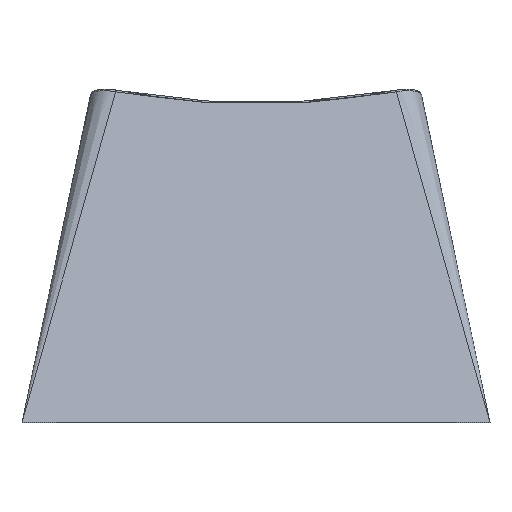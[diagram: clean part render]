
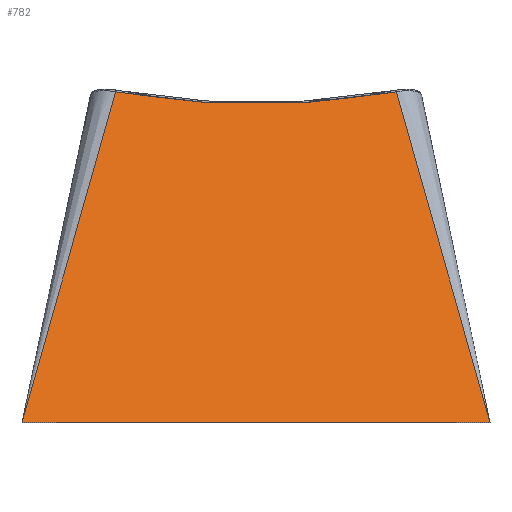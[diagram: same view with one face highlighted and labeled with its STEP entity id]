
A CAD part, top view. The second image highlights one B-rep face of the part: STEP entity #782.
In plain terms, the highlighted planar face has unit normal (0, 0.326, 0.946).
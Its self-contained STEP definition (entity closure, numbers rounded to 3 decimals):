
#2 = CARTESIAN_POINT ( 'NONE',  ( 16.672, 4.771, 16.357 ) ) ;
#98 = VECTOR ( 'NONE', #1557, 1000. ) ;
#132 = CARTESIAN_POINT ( 'NONE',  ( 2.53, 9.008, 14.898 ) ) ;
#144 = CARTESIAN_POINT ( 'NONE',  ( 18., 0., 18. ) ) ;
#196 = CARTESIAN_POINT ( 'NONE',  ( 0., 0., 18. ) ) ;
#203 = EDGE_CURVE ( 'NONE', #492, #1109, #1736, .T. ) ;
#225 = CARTESIAN_POINT ( 'NONE',  ( 4.496, 12.553, 13.678 ) ) ;
#268 = EDGE_CURVE ( 'NONE', #934, #438, #347, .T. ) ;
#285 = CARTESIAN_POINT ( 'NONE',  ( 0., 0., 18. ) ) ;
#296 = CARTESIAN_POINT ( 'NONE',  ( 14.394, 12.71, 13.623 ) ) ;
#299 = CARTESIAN_POINT ( 'NONE',  ( 1.328, 4.771, 16.357 ) ) ;
#342 = CARTESIAN_POINT ( 'NONE',  ( 14.394, 12.71, 13.623 ) ) ;
#345 = PLANE ( 'NONE',  #1660 ) ;
#347 = B_SPLINE_CURVE_WITH_KNOTS ( 'NONE', 3,
 ( #975, #132, #299, #285 ),
 .UNSPECIFIED., .F., .F.,
 ( 4, 4 ),
 ( 0.008, 1. ),
 .UNSPECIFIED. ) ;
#438 = VERTEX_POINT ( 'NONE', #1301 ) ;
#446 = EDGE_CURVE ( 'NONE', #1109, #934, #1449, .T. ) ;
#492 = VERTEX_POINT ( 'NONE', #1472 ) ;
#547 = FACE_OUTER_BOUND ( 'NONE', #1467, .T. ) ;
#628 = CARTESIAN_POINT ( 'NONE',  ( 8.094, 12.236, 13.787 ) ) ;
#728 = CARTESIAN_POINT ( 'NONE',  ( 9., 12.332, 13.754 ) ) ;
#769 = CARTESIAN_POINT ( 'NONE',  ( 3.606, 12.71, 13.623 ) ) ;
#782 = ADVANCED_FACE ( 'NONE', ( #547 ), #345, .F. ) ;
#884 = CARTESIAN_POINT ( 'NONE',  ( 5.391, 12.435, 13.718 ) ) ;
#897 = CARTESIAN_POINT ( 'NONE',  ( 7.189, 12.276, 13.773 ) ) ;
#934 = VERTEX_POINT ( 'NONE', #1637 ) ;
#975 = CARTESIAN_POINT ( 'NONE',  ( 3.606, 12.71, 13.623 ) ) ;
#1021 = DIRECTION ( 'NONE',  ( 0., -0.326, -0.946 ) ) ;
#1109 = VERTEX_POINT ( 'NONE', #1383 ) ;
#1149 = ORIENTED_EDGE ( 'NONE', *, *, #203, .T. ) ;
#1162 = CARTESIAN_POINT ( 'NONE',  ( 12.608, 12.435, 13.718 ) ) ;
#1168 = CARTESIAN_POINT ( 'NONE',  ( 13.504, 12.553, 13.678 ) ) ;
#1301 = CARTESIAN_POINT ( 'NONE',  ( 0., 0., 18. ) ) ;
#1305 = DIRECTION ( 'NONE',  ( 0., 0.946, -0.326 ) ) ;
#1335 = EDGE_CURVE ( 'NONE', #438, #492, #1787, .T. ) ;
#1376 = ORIENTED_EDGE ( 'NONE', *, *, #1335, .T. ) ;
#1383 = CARTESIAN_POINT ( 'NONE',  ( 14.394, 12.71, 13.623 ) ) ;
#1449 = B_SPLINE_CURVE_WITH_KNOTS ( 'NONE', 3,
 ( #342, #1168, #1162, #1737, #1456, #628, #897, #884, #225, #769 ),
 .UNSPECIFIED., .F., .F.,
 ( 4, 2, 2, 2, 4 ),
 ( 0., 0.003, 0.005, 0.008, 0.011 ),
 .UNSPECIFIED. ) ;
#1456 = CARTESIAN_POINT ( 'NONE',  ( 9.903, 12.236, 13.787 ) ) ;
#1467 = EDGE_LOOP ( 'NONE', ( #1149, #1682, #1528, #1376 ) ) ;
#1472 = CARTESIAN_POINT ( 'NONE',  ( 18., 0., 18. ) ) ;
#1528 = ORIENTED_EDGE ( 'NONE', *, *, #268, .T. ) ;
#1539 = CARTESIAN_POINT ( 'NONE',  ( 15.47, 9.008, 14.898 ) ) ;
#1557 = DIRECTION ( 'NONE',  ( 1., 0., 0. ) ) ;
#1637 = CARTESIAN_POINT ( 'NONE',  ( 3.606, 12.71, 13.623 ) ) ;
#1660 = AXIS2_PLACEMENT_3D ( 'NONE', #728, #1021, #1305 ) ;
#1682 = ORIENTED_EDGE ( 'NONE', *, *, #446, .T. ) ;
#1736 = B_SPLINE_CURVE_WITH_KNOTS ( 'NONE', 3,
 ( #144, #2, #1539, #296 ),
 .UNSPECIFIED., .F., .F.,
 ( 4, 4 ),
 ( 0., 0.992 ),
 .UNSPECIFIED. ) ;
#1737 = CARTESIAN_POINT ( 'NONE',  ( 10.807, 12.276, 13.773 ) ) ;
#1787 = LINE ( 'NONE', #196, #98 ) ;
